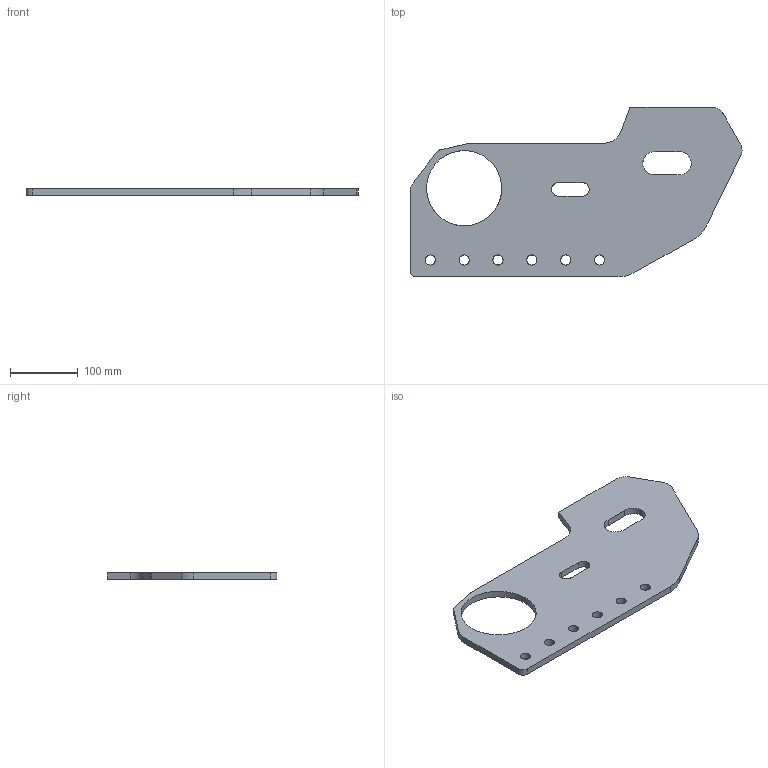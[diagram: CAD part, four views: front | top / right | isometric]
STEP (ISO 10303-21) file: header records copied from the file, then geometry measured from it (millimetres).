
FILE_DESCRIPTION (( 'STEP AP203' ), '1' );
FILE_NAME ('Aynalama33360_arkamilbaðlantý.IGS_Default_sldprt.STEP', '2023-01-17T08:09:14', ( '' ), ( '' ), 'SwSTEP 2.0', 'SolidWorks 2019', '' );
FILE_SCHEMA (( 'CONFIG_CONTROL_DESIGN' ));
Length unit declared in the file: millimetre
Products named in the file (1): Aynalama33360_arkamilbaðlantý.IGS_Default_sldprt
Bounding box: 490.47 x 250.97 x 10 mm (x, y, z)
Volume: 787615.2 mm3; surface area: 179995.1 mm2
Topology: 1 solids, 1 shells, 46 faces, 132 edges, 88 vertices
Faces by surface type: bspline 46
Entity records: 2280 total; most frequent: CARTESIAN_POINT 1421, ORIENTED_EDGE 264, EDGE_CURVE 132, B_SPLINE_CURVE_WITH_KNOTS 101, VERTEX_POINT 88, EDGE_LOOP 64, ADVANCED_FACE 46, FACE_OUTER_BOUND 46
